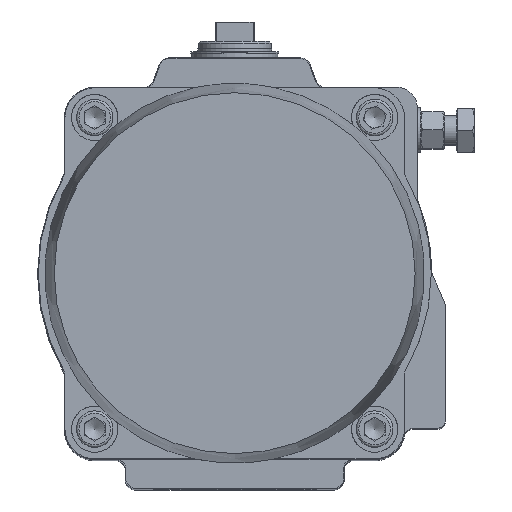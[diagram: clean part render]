
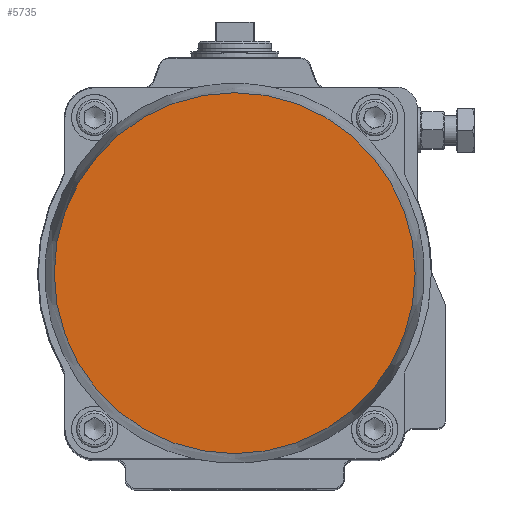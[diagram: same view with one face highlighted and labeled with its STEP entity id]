
A CAD part, top view. The second image highlights one B-rep face of the part: STEP entity #5735.
In plain terms, the highlighted face is planar.
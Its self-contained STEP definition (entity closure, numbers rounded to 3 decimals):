
#387=PLANE('',#6506);
#2046=ORIENTED_EDGE('',*,*,#3014,.F.);
#3014=EDGE_CURVE('',#3629,#3629,#4041,.T.);
#3629=VERTEX_POINT('',#11093);
#4041=CIRCLE('',#6507,148.273);
#4568=EDGE_LOOP('',(#2046));
#5162=FACE_BOUND('',#4568,.T.);
#5735=ADVANCED_FACE('',(#5162),#387,.F.);
#6506=AXIS2_PLACEMENT_3D('',#11091,#8010,#8011);
#6507=AXIS2_PLACEMENT_3D('',#11092,#8012,#8013);
#8010=DIRECTION('',(0.,-1.,0.));
#8011=DIRECTION('',(0.,0.,-1.));
#8012=DIRECTION('',(0.,-1.,0.));
#8013=DIRECTION('',(0.,0.,-1.));
#11091=CARTESIAN_POINT('',(0.,51.,0.));
#11092=CARTESIAN_POINT('',(0.,51.,0.));
#11093=CARTESIAN_POINT('',(0.,51.,-148.273));
